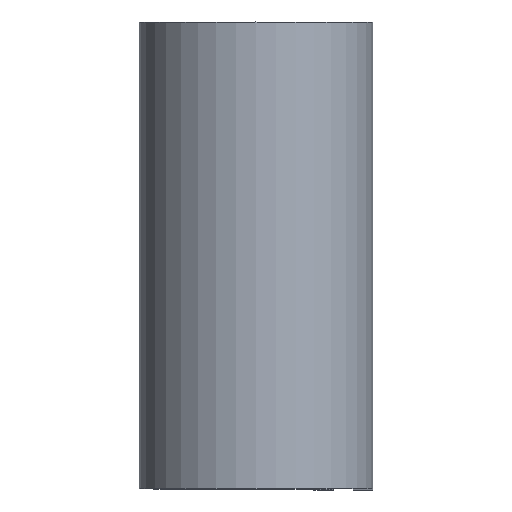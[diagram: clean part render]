
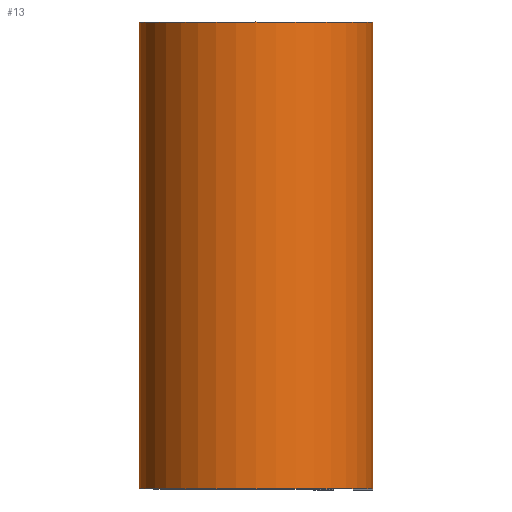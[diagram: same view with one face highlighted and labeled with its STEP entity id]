
A CAD part, top view. The second image highlights one B-rep face of the part: STEP entity #13.
In plain terms, the highlighted cylindrical face has radius 4.775 mm (diameter 9.55 mm), a partial arc.
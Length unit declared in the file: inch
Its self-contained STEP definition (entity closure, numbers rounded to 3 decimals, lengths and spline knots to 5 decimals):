
#9 = CIRCLE ( 'NONE', #461, 0.188 ) ;
#13 = ADVANCED_FACE ( 'NONE', ( #306 ), #234, .T. ) ;
#32 = CARTESIAN_POINT ( 'NONE',  ( 0., 0.375, 0. ) ) ;
#62 = VERTEX_POINT ( 'NONE', #77 ) ;
#63 = DIRECTION ( 'NONE',  ( 0., 1., 0. ) ) ;
#77 = CARTESIAN_POINT ( 'NONE',  ( 0.188, -0.375, 0. ) ) ;
#78 = CARTESIAN_POINT ( 'NONE',  ( 0., -0.375, 0. ) ) ;
#86 = VECTOR ( 'NONE', #282, 39.37008 ) ;
#109 = DIRECTION ( 'NONE',  ( 1., 0., 0. ) ) ;
#111 = VECTOR ( 'NONE', #549, 39.37008 ) ;
#207 = DIRECTION ( 'NONE',  ( 0., 1., 0. ) ) ;
#220 = LINE ( 'NONE', #551, #86 ) ;
#234 = CYLINDRICAL_SURFACE ( 'NONE', #579, 0.188 ) ;
#251 = CARTESIAN_POINT ( 'NONE',  ( 0.188, 0.375, 0. ) ) ;
#259 = AXIS2_PLACEMENT_3D ( 'NONE', #78, #207, #648 ) ;
#282 = DIRECTION ( 'NONE',  ( 0., -1., 0. ) ) ;
#303 = ORIENTED_EDGE ( 'NONE', *, *, #379, .F. ) ;
#306 = FACE_OUTER_BOUND ( 'NONE', #439, .T. ) ;
#320 = ORIENTED_EDGE ( 'NONE', *, *, #642, .F. ) ;
#340 = VERTEX_POINT ( 'NONE', #251 ) ;
#379 = EDGE_CURVE ( 'NONE', #438, #340, #9, .T. ) ;
#424 = VERTEX_POINT ( 'NONE', #680 ) ;
#435 = ORIENTED_EDGE ( 'NONE', *, *, #696, .T. ) ;
#438 = VERTEX_POINT ( 'NONE', #477 ) ;
#439 = EDGE_LOOP ( 'NONE', ( #634, #320, #303, #435 ) ) ;
#443 = LINE ( 'NONE', #497, #111 ) ;
#455 = DIRECTION ( 'NONE',  ( 0., 0., -1. ) ) ;
#461 = AXIS2_PLACEMENT_3D ( 'NONE', #32, #63, #109 ) ;
#477 = CARTESIAN_POINT ( 'NONE',  ( 0., 0.375, -0.188 ) ) ;
#497 = CARTESIAN_POINT ( 'NONE',  ( 0.188, 0.375, 0. ) ) ;
#547 = CARTESIAN_POINT ( 'NONE',  ( 0., 0.375, 0. ) ) ;
#549 = DIRECTION ( 'NONE',  ( 0., -1., 0. ) ) ;
#551 = CARTESIAN_POINT ( 'NONE',  ( 0., 0.375, -0.188 ) ) ;
#579 = AXIS2_PLACEMENT_3D ( 'NONE', #547, #599, #455 ) ;
#599 = DIRECTION ( 'NONE',  ( 0., -1., 0. ) ) ;
#634 = ORIENTED_EDGE ( 'NONE', *, *, #653, .T. ) ;
#642 = EDGE_CURVE ( 'NONE', #340, #62, #443, .T. ) ;
#648 = DIRECTION ( 'NONE',  ( 1., 0., 0. ) ) ;
#653 = EDGE_CURVE ( 'NONE', #424, #62, #699, .T. ) ;
#680 = CARTESIAN_POINT ( 'NONE',  ( 0., -0.375, -0.188 ) ) ;
#696 = EDGE_CURVE ( 'NONE', #438, #424, #220, .T. ) ;
#699 = CIRCLE ( 'NONE', #259, 0.188 ) ;
